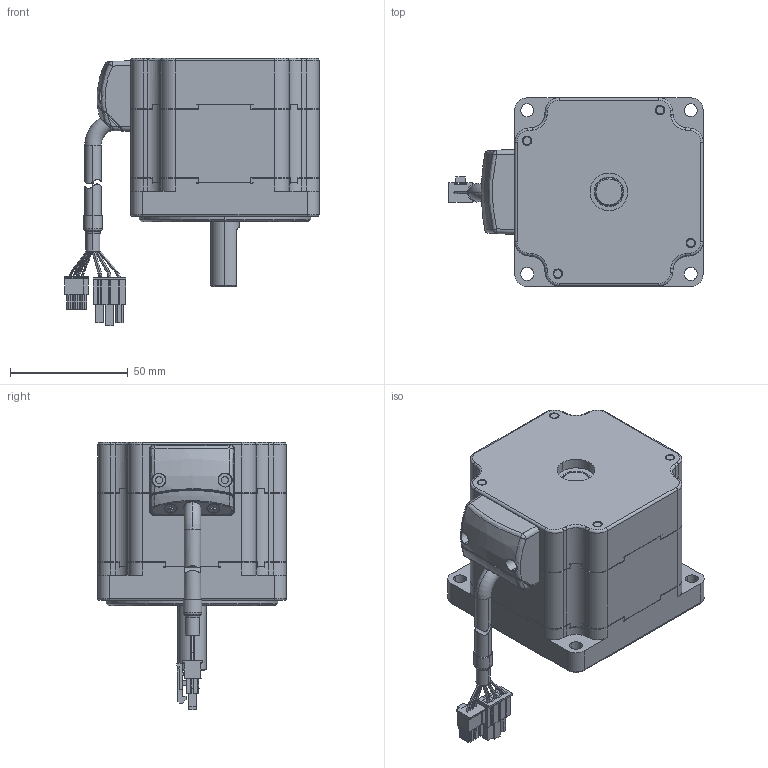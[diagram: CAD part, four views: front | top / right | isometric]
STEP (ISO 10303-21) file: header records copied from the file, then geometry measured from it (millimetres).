
FILE_DESCRIPTION (( 'STEP AP203' ), '1' );
FILE_NAME ('80BL200.STEP', '2013-05-16T03:07:59', ( '' ), ( '' ), 'SwSTEP 2.0', 'SolidWorks 2007', '' );
FILE_SCHEMA (( 'CONFIG_CONTROL_DESIGN' ));
Length unit declared in the file: millimetre
Products named in the file (1): 80BL200
Bounding box: 108 x 80 x 113.85 mm (x, y, z)
Surface area: 52235.5 mm2 (no closed solid volume)
Topology: 0 solids, 24 shells, 750 faces, 2826 edges, 2044 vertices
Faces by surface type: plane 358, cylinder 216, torus 69, bspline 68, cone 35, sphere 4
Entity records: 32449 total; most frequent: CARTESIAN_POINT 9110, DIRECTION 4901, ORIENTED_EDGE 4394, EDGE_CURVE 2820, VERTEX_POINT 2040, AXIS2_PLACEMENT_3D 1657, VECTOR 1587, LINE 1587
